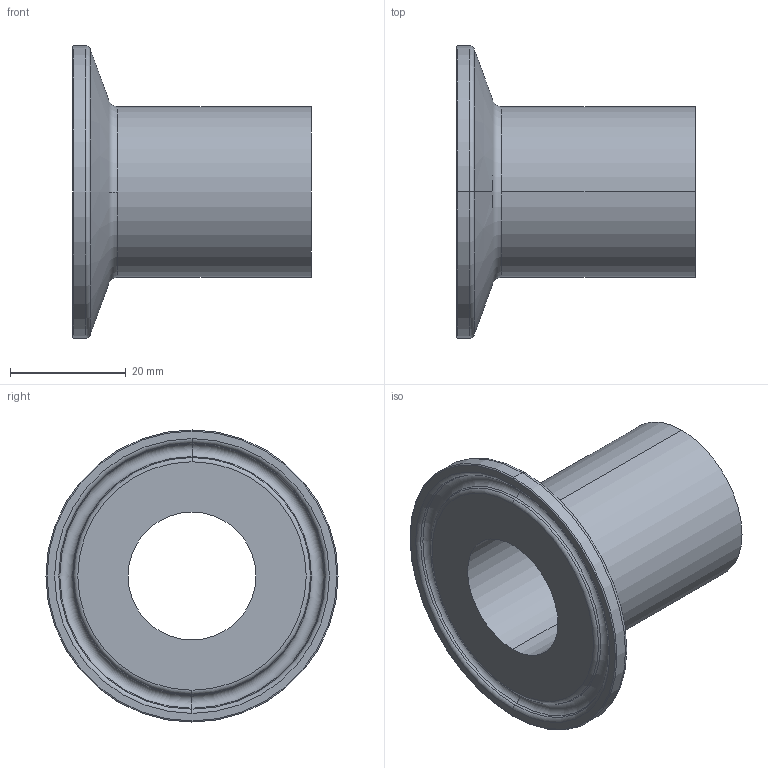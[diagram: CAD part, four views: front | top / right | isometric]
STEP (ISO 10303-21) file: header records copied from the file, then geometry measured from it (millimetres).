
FILE_DESCRIPTION (( 'STEP AP214' ), '1' );
FILE_NAME ('FR.MPW.0100.STEP', '2020-03-25T16:44:54', ( '' ), ( '' ), 'SwSTEP 2.0', 'SolidWorks 2019', '' );
FILE_SCHEMA (( 'AUTOMOTIVE_DESIGN' ));
Length unit declared in the file: millimetre
Products named in the file (1): FR.MPW.0100
Bounding box: 41.3 x 50.5 x 50.5 mm (x, y, z)
Volume: 17914.9 mm3; surface area: 9990.2 mm2
Topology: 1 solids, 1 shells, 27 faces, 58 edges, 34 vertices
Faces by surface type: torus 12, cone 6, cylinder 6, plane 3
Entity records: 784 total; most frequent: DIRECTION 160, CARTESIAN_POINT 120, ORIENTED_EDGE 116, AXIS2_PLACEMENT_3D 74, EDGE_CURVE 58, CIRCLE 46, VERTEX_POINT 34, EDGE_LOOP 30
